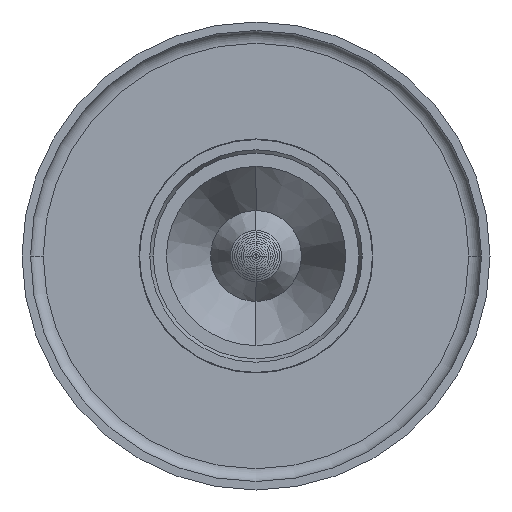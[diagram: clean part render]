
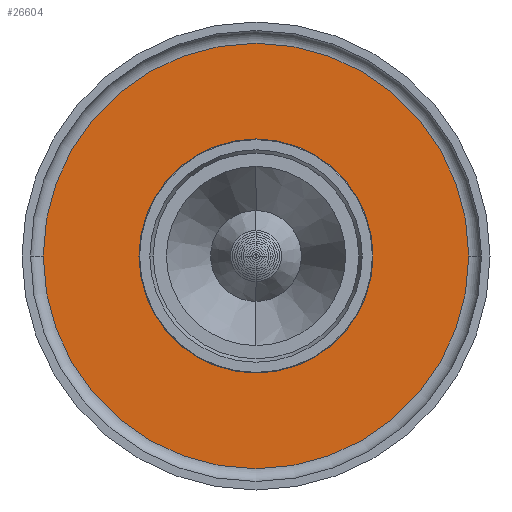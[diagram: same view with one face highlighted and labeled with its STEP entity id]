
A CAD part, front view. The second image highlights one B-rep face of the part: STEP entity #26604.
In plain terms, the highlighted face is planar.
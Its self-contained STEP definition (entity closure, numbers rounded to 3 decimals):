
#533 = CIRCLE ( 'NONE', #13351, 50. ) ;
#556 = EDGE_CURVE ( 'NONE', #25277, #14012, #6768, .T. ) ;
#1659 = DIRECTION ( 'NONE',  ( -1., 0., 0. ) ) ;
#2201 = CARTESIAN_POINT ( 'NONE',  ( 50., 0., -148. ) ) ;
#2887 = EDGE_CURVE ( 'NONE', #14012, #25277, #44456, .T. ) ;
#3325 = DIRECTION ( 'NONE',  ( 0., 0., -1. ) ) ;
#6018 = ORIENTED_EDGE ( 'NONE', *, *, #556, .T. ) ;
#6582 = FACE_BOUND ( 'NONE', #44389, .T. ) ;
#6742 = DIRECTION ( 'NONE',  ( 0., 0., -1. ) ) ;
#6768 = CIRCLE ( 'NONE', #7420, 21. ) ;
#7420 = AXIS2_PLACEMENT_3D ( 'NONE', #15114, #37573, #7666 ) ;
#7666 = DIRECTION ( 'NONE',  ( -1., 0., 0. ) ) ;
#9023 = EDGE_CURVE ( 'NONE', #26348, #41446, #533, .T. ) ;
#12146 = ORIENTED_EDGE ( 'NONE', *, *, #2887, .T. ) ;
#13351 = AXIS2_PLACEMENT_3D ( 'NONE', #43021, #35203, #1659 ) ;
#13404 = DIRECTION ( 'NONE',  ( 0., 0., -1. ) ) ;
#14012 = VERTEX_POINT ( 'NONE', #32463 ) ;
#15114 = CARTESIAN_POINT ( 'NONE',  ( 0., 0., -148. ) ) ;
#17205 = DIRECTION ( 'NONE',  ( -1., 0., 0. ) ) ;
#19672 = AXIS2_PLACEMENT_3D ( 'NONE', #25565, #6742, #33196 ) ;
#20441 = CARTESIAN_POINT ( 'NONE',  ( 21., 0., -148. ) ) ;
#20683 = CIRCLE ( 'NONE', #48296, 50. ) ;
#25277 = VERTEX_POINT ( 'NONE', #20441 ) ;
#25565 = CARTESIAN_POINT ( 'NONE',  ( 50., 0., -148. ) ) ;
#26348 = VERTEX_POINT ( 'NONE', #2201 ) ;
#26604 = ADVANCED_FACE ( 'NONE', ( #35580, #6582 ), #29715, .F. ) ;
#29715 = PLANE ( 'NONE',  #19672 ) ;
#29985 = EDGE_CURVE ( 'NONE', #41446, #26348, #20683, .T. ) ;
#32463 = CARTESIAN_POINT ( 'NONE',  ( -21., 0., -148. ) ) ;
#32701 = CARTESIAN_POINT ( 'NONE',  ( 0., 0., -148. ) ) ;
#33196 = DIRECTION ( 'NONE',  ( -1., 0., 0. ) ) ;
#35203 = DIRECTION ( 'NONE',  ( 0., 0., -1. ) ) ;
#35580 = FACE_OUTER_BOUND ( 'NONE', #43256, .T. ) ;
#36347 = CARTESIAN_POINT ( 'NONE',  ( -50., 0., -148. ) ) ;
#37573 = DIRECTION ( 'NONE',  ( 0., 0., -1. ) ) ;
#38859 = AXIS2_PLACEMENT_3D ( 'NONE', #32701, #13404, #17205 ) ;
#39367 = ORIENTED_EDGE ( 'NONE', *, *, #9023, .F. ) ;
#40684 = ORIENTED_EDGE ( 'NONE', *, *, #29985, .F. ) ;
#40847 = DIRECTION ( 'NONE',  ( -1., 0., 0. ) ) ;
#41446 = VERTEX_POINT ( 'NONE', #36347 ) ;
#41523 = CARTESIAN_POINT ( 'NONE',  ( 0., 0., -148. ) ) ;
#43021 = CARTESIAN_POINT ( 'NONE',  ( 0., 0., -148. ) ) ;
#43256 = EDGE_LOOP ( 'NONE', ( #40684, #39367 ) ) ;
#44389 = EDGE_LOOP ( 'NONE', ( #12146, #6018 ) ) ;
#44456 = CIRCLE ( 'NONE', #38859, 21. ) ;
#48296 = AXIS2_PLACEMENT_3D ( 'NONE', #41523, #3325, #40847 ) ;
